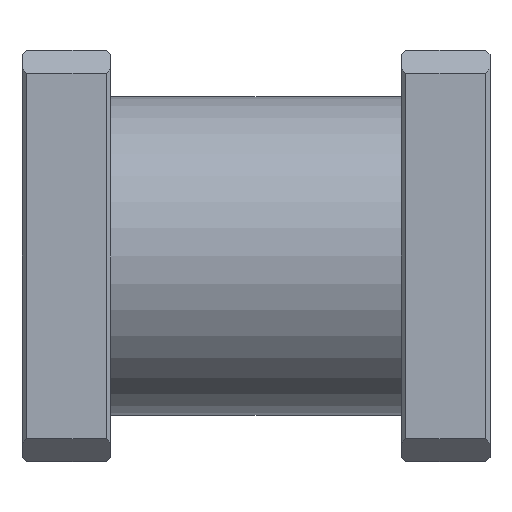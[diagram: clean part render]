
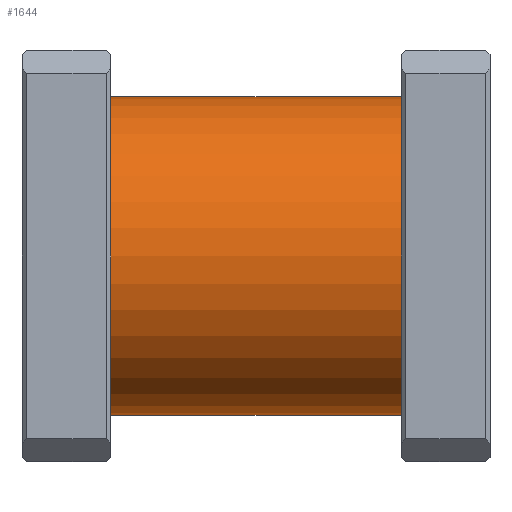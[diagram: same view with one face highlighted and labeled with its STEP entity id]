
A CAD part, front view. The second image highlights one B-rep face of the part: STEP entity #1644.
In plain terms, the highlighted cylindrical face has radius 8.636 mm (diameter 17.272 mm), a partial arc.
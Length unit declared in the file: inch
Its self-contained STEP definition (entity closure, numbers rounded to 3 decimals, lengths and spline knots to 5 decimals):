
#24 = ORIENTED_EDGE ( 'NONE', *, *, #2181, .F. ) ;
#124 = AXIS2_PLACEMENT_3D ( 'NONE', #1433, #1838, #2199 ) ;
#227 = AXIS2_PLACEMENT_3D ( 'NONE', #826, #1972, #429 ) ;
#251 = VERTEX_POINT ( 'NONE', #352 ) ;
#264 = LINE ( 'NONE', #582, #1505 ) ;
#270 = AXIS2_PLACEMENT_3D ( 'NONE', #1012, #1365, #1215 ) ;
#352 = CARTESIAN_POINT ( 'NONE',  ( 0.81, 0., -0.34 ) ) ;
#429 = DIRECTION ( 'NONE',  ( 0., 0., -1. ) ) ;
#469 = CARTESIAN_POINT ( 'NONE',  ( 0.19, 0., 0.34 ) ) ;
#489 = CARTESIAN_POINT ( 'NONE',  ( 0.19, 0., -0.34 ) ) ;
#556 = EDGE_CURVE ( 'NONE', #1521, #2036, #1067, .T. ) ;
#582 = CARTESIAN_POINT ( 'NONE',  ( 0., 0., 0.34 ) ) ;
#597 = ORIENTED_EDGE ( 'NONE', *, *, #2197, .F. ) ;
#752 = EDGE_LOOP ( 'NONE', ( #24, #1052, #1227, #597 ) ) ;
#760 = CARTESIAN_POINT ( 'NONE',  ( 0.81, 0., 0.34 ) ) ;
#826 = CARTESIAN_POINT ( 'NONE',  ( 0., 0., 0. ) ) ;
#960 = VECTOR ( 'NONE', #1399, 39.37008 ) ;
#1012 = CARTESIAN_POINT ( 'NONE',  ( 0.81, 0., 0. ) ) ;
#1052 = ORIENTED_EDGE ( 'NONE', *, *, #556, .T. ) ;
#1067 = CIRCLE ( 'NONE', #124, 0.34 ) ;
#1178 = EDGE_CURVE ( 'NONE', #2036, #251, #1597, .T. ) ;
#1215 = DIRECTION ( 'NONE',  ( 0., 0., -1. ) ) ;
#1227 = ORIENTED_EDGE ( 'NONE', *, *, #1178, .T. ) ;
#1350 = DIRECTION ( 'NONE',  ( 1., 0., 0. ) ) ;
#1365 = DIRECTION ( 'NONE',  ( 1., 0., 0. ) ) ;
#1380 = CIRCLE ( 'NONE', #270, 0.34 ) ;
#1384 = CYLINDRICAL_SURFACE ( 'NONE', #227, 0.34 ) ;
#1399 = DIRECTION ( 'NONE',  ( 1., 0., 0. ) ) ;
#1433 = CARTESIAN_POINT ( 'NONE',  ( 0.19, 0., 0. ) ) ;
#1505 = VECTOR ( 'NONE', #1350, 39.37008 ) ;
#1521 = VERTEX_POINT ( 'NONE', #469 ) ;
#1597 = LINE ( 'NONE', #2363, #960 ) ;
#1644 = ADVANCED_FACE ( 'NONE', ( #1789 ), #1384, .T. ) ;
#1789 = FACE_OUTER_BOUND ( 'NONE', #752, .T. ) ;
#1790 = VERTEX_POINT ( 'NONE', #760 ) ;
#1838 = DIRECTION ( 'NONE',  ( 1., 0., 0. ) ) ;
#1972 = DIRECTION ( 'NONE',  ( 1., 0., 0. ) ) ;
#2036 = VERTEX_POINT ( 'NONE', #489 ) ;
#2181 = EDGE_CURVE ( 'NONE', #1521, #1790, #264, .T. ) ;
#2197 = EDGE_CURVE ( 'NONE', #1790, #251, #1380, .T. ) ;
#2199 = DIRECTION ( 'NONE',  ( 0., 0., -1. ) ) ;
#2363 = CARTESIAN_POINT ( 'NONE',  ( 0., 0., -0.34 ) ) ;
